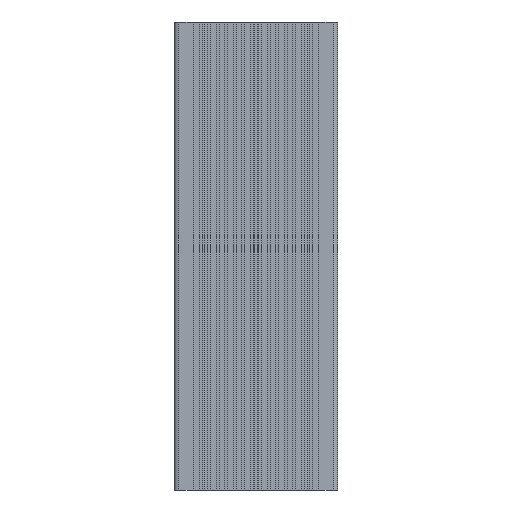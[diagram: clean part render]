
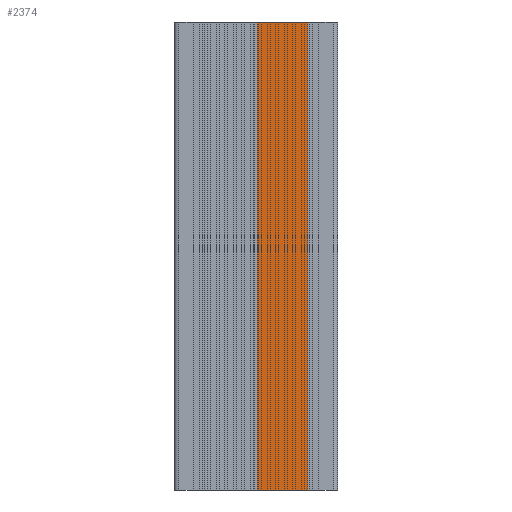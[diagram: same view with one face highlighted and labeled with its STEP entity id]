
A CAD part, left-side view. The second image highlights one B-rep face of the part: STEP entity #2374.
In plain terms, the highlighted planar face has unit normal (-1, 0, 0).
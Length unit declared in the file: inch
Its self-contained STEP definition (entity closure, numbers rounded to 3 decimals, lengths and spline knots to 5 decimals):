
#279=VERTEX_POINT('',#3622);
#280=VERTEX_POINT('',#3624);
#281=VERTEX_POINT('',#3628);
#282=VERTEX_POINT('',#3630);
#613=VECTOR('',#2935,1.);
#615=VECTOR('',#2938,1.);
#616=VECTOR('',#2939,1.);
#617=VECTOR('',#2940,1.);
#957=LINE('',#3623,#613);
#959=LINE('',#3627,#615);
#960=LINE('',#3629,#616);
#961=LINE('',#3631,#617);
#1303=EDGE_CURVE('',#280,#279,#957,.T.);
#1305=EDGE_CURVE('',#279,#281,#959,.T.);
#1306=EDGE_CURVE('',#282,#281,#960,.T.);
#1307=EDGE_CURVE('',#282,#280,#961,.T.);
#1757=ORIENTED_EDGE('',*,*,#1305,.T.);
#1758=ORIENTED_EDGE('',*,*,#1306,.F.);
#1759=ORIENTED_EDGE('',*,*,#1307,.T.);
#1760=ORIENTED_EDGE('',*,*,#1303,.T.);
#2138=EDGE_LOOP('',(#1757,#1758,#1759,#1760));
#2256=FACE_BOUND('',#2138,.T.);
#2374=ADVANCED_FACE('',(#2256),#3799,.T.);
#2494=AXIS2_PLACEMENT_3D('',#3626,#2937,$);
#2935=DIRECTION('',(0.,0.,1.));
#2937=DIRECTION('',(-1.,0.,0.));
#2938=DIRECTION('',(0.,1.,0.));
#2939=DIRECTION('',(0.,0.,1.));
#2940=DIRECTION('',(0.,-1.,0.));
#3622=CARTESIAN_POINT('',(-0.20365,-0.95929,15.3));
#3623=CARTESIAN_POINT('',(-0.20365,-0.95929,9.));
#3624=CARTESIAN_POINT('',(-0.20365,-0.95929,9.));
#3626=CARTESIAN_POINT('',(-0.20365,-0.62125,9.));
#3627=CARTESIAN_POINT('',(-0.20365,-0.28321,15.3));
#3628=CARTESIAN_POINT('',(-0.20365,-0.28321,15.3));
#3629=CARTESIAN_POINT('',(-0.20365,-0.28321,9.));
#3630=CARTESIAN_POINT('',(-0.20365,-0.28321,9.));
#3631=CARTESIAN_POINT('',(-0.20365,-0.28321,9.));
#3799=PLANE('',#2494);
